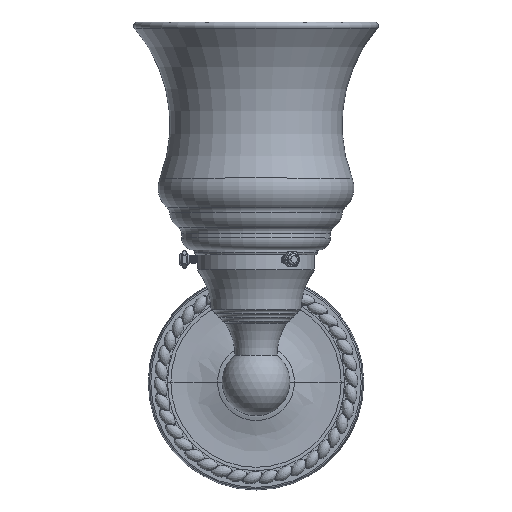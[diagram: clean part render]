
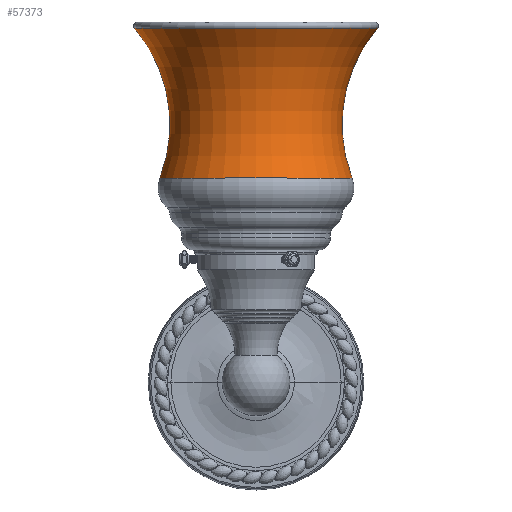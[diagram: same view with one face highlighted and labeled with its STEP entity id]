
A CAD part, top view. The second image highlights one B-rep face of the part: STEP entity #57373.
In plain terms, the highlighted toroidal (fillet/blend) face has major radius 124.12 mm and minor radius 78.486 mm.
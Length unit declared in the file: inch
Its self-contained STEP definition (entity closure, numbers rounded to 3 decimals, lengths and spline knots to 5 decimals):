
#56729=CARTESIAN_POINT('',(0.,1.9,0.));
#56730=DIRECTION('',(0.,-1.,0.));
#56731=DIRECTION('',(1.,0.,0.));
#56732=AXIS2_PLACEMENT_3D('',#56729,#56730,#56731);
#56734=CARTESIAN_POINT('',(0.,5.02463,0.));
#56735=DIRECTION('',(0.,1.,0.));
#56736=DIRECTION('',(-1.,0.,0.));
#56737=AXIS2_PLACEMENT_3D('',#56734,#56735,#56736);
#56739=CARTESIAN_POINT('',(4.88661,3.02189,0.));
#56740=DIRECTION('',(0.,0.,-1.));
#56741=DIRECTION('',(-0.932,-0.363,0.));
#56742=AXIS2_PLACEMENT_3D('',#56739,#56740,#56741);
#56749=CARTESIAN_POINT('',(-4.88661,3.02189,0.));
#56750=DIRECTION('',(0.,0.,1.));
#56751=DIRECTION('',(0.932,-0.363,0.));
#56752=AXIS2_PLACEMENT_3D('',#56749,#56750,#56751);
#57001=CARTESIAN_POINT('',(2.00747,1.9,0.));
#57002=CARTESIAN_POINT('',(-2.00747,1.9,0.));
#57003=VERTEX_POINT('',#57001);
#57004=VERTEX_POINT('',#57002);
#57033=CARTESIAN_POINT('',(2.53349,5.02463,0.));
#57034=VERTEX_POINT('',#57033);
#57035=CARTESIAN_POINT('',(-2.53349,5.02463,0.));
#57036=VERTEX_POINT('',#57035);
#57359=CARTESIAN_POINT('',(0.,3.02189,0.));
#57360=DIRECTION('',(0.,-1.,0.));
#57361=DIRECTION('',(-1.,0.,0.));
#57362=AXIS2_PLACEMENT_3D('',#57359,#57360,#57361);
#57363=TOROIDAL_SURFACE('',#57362,4.88661,3.09);
#57365=ORIENTED_EDGE('',*,*,#57364,.F.);
#57366=ORIENTED_EDGE('',*,*,#57341,.T.);
#57368=ORIENTED_EDGE('',*,*,#57367,.T.);
#57370=ORIENTED_EDGE('',*,*,#57369,.T.);
#57371=EDGE_LOOP('',(#57365,#57366,#57368,#57370));
#57372=FACE_OUTER_BOUND('',#57371,.F.);
#57373=ADVANCED_FACE('',(#57372),#57363,.F.);
#56733=CIRCLE('',#56732,2.00747);
#56738=CIRCLE('',#56737,2.53349);
#56743=CIRCLE('',#56742,3.09);
#56753=CIRCLE('',#56752,3.09);
#57341=EDGE_CURVE('',#57003,#57004,#56733,.T.);
#57364=EDGE_CURVE('',#57003,#57034,#56743,.T.);
#57367=EDGE_CURVE('',#57004,#57036,#56753,.T.);
#57369=EDGE_CURVE('',#57036,#57034,#56738,.T.);
